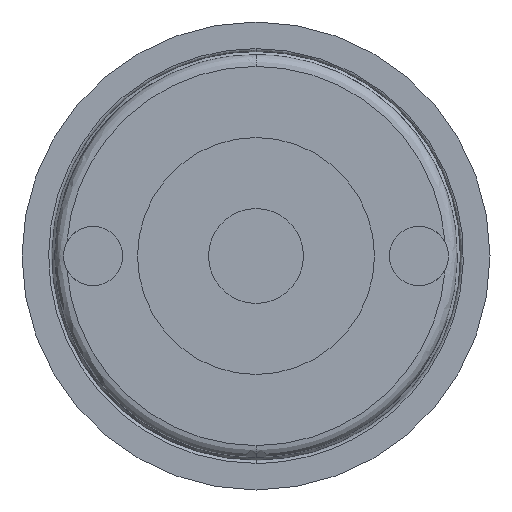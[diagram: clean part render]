
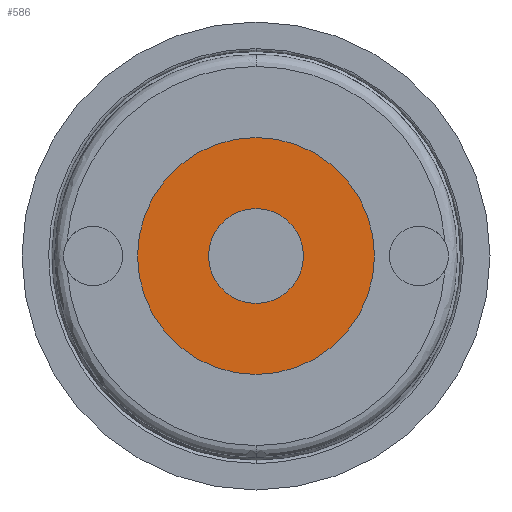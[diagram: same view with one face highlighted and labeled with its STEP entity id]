
A CAD part, front view. The second image highlights one B-rep face of the part: STEP entity #586.
In plain terms, the highlighted planar face has unit normal (0, -1, 0).
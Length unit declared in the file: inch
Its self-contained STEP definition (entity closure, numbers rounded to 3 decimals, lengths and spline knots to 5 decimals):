
#41 = EDGE_LOOP ( 'NONE', ( #441, #2769 ) ) ;
#83 = AXIS2_PLACEMENT_3D ( 'NONE', #624, #1746, #2371 ) ;
#89 = VERTEX_POINT ( 'NONE', #1788 ) ;
#306 = DIRECTION ( 'NONE',  ( 0., -1., 0. ) ) ;
#314 = CARTESIAN_POINT ( 'NONE',  ( 0., -0.06299, -0.7874 ) ) ;
#412 = ORIENTED_EDGE ( 'NONE', *, *, #1554, .F. ) ;
#441 = ORIENTED_EDGE ( 'NONE', *, *, #2756, .T. ) ;
#493 = VERTEX_POINT ( 'NONE', #314 ) ;
#586 = ADVANCED_FACE ( 'NONE', ( #1516, #1530 ), #2386, .F. ) ;
#624 = CARTESIAN_POINT ( 'NONE',  ( 0., -0.06299, 0. ) ) ;
#883 = CARTESIAN_POINT ( 'NONE',  ( 0., -0.06299, 0. ) ) ;
#1037 = CIRCLE ( 'NONE', #83, 0.31496 ) ;
#1078 = CIRCLE ( 'NONE', #1440, 0.31496 ) ;
#1092 = DIRECTION ( 'NONE',  ( 0., -1., 0. ) ) ;
#1108 = DIRECTION ( 'NONE',  ( 0., 0., 1. ) ) ;
#1289 = VERTEX_POINT ( 'NONE', #1321 ) ;
#1321 = CARTESIAN_POINT ( 'NONE',  ( 0., -0.06299, 0.7874 ) ) ;
#1404 = CARTESIAN_POINT ( 'NONE',  ( 0., -0.06299, 0. ) ) ;
#1420 = DIRECTION ( 'NONE',  ( 0., -1., 0. ) ) ;
#1439 = EDGE_CURVE ( 'NONE', #89, #1529, #1078, .T. ) ;
#1440 = AXIS2_PLACEMENT_3D ( 'NONE', #1404, #1420, #2698 ) ;
#1505 = CIRCLE ( 'NONE', #2685, 0.7874 ) ;
#1516 = FACE_BOUND ( 'NONE', #2289, .T. ) ;
#1523 = CIRCLE ( 'NONE', #2162, 0.7874 ) ;
#1529 = VERTEX_POINT ( 'NONE', #2308 ) ;
#1530 = FACE_OUTER_BOUND ( 'NONE', #41, .T. ) ;
#1550 = EDGE_CURVE ( 'NONE', #1289, #493, #1523, .T. ) ;
#1554 = EDGE_CURVE ( 'NONE', #1529, #89, #1037, .T. ) ;
#1733 = DIRECTION ( 'NONE',  ( 0., 0., -1. ) ) ;
#1737 = CARTESIAN_POINT ( 'NONE',  ( -0.7874, -0.06299, 0. ) ) ;
#1746 = DIRECTION ( 'NONE',  ( 0., -1., 0. ) ) ;
#1788 = CARTESIAN_POINT ( 'NONE',  ( 0., -0.06299, -0.31496 ) ) ;
#1823 = DIRECTION ( 'NONE',  ( 0., 0., -1. ) ) ;
#2162 = AXIS2_PLACEMENT_3D ( 'NONE', #883, #1092, #1733 ) ;
#2185 = DIRECTION ( 'NONE',  ( 0., 1., 0. ) ) ;
#2206 = AXIS2_PLACEMENT_3D ( 'NONE', #1737, #2185, #1108 ) ;
#2241 = ORIENTED_EDGE ( 'NONE', *, *, #1439, .F. ) ;
#2289 = EDGE_LOOP ( 'NONE', ( #2241, #412 ) ) ;
#2308 = CARTESIAN_POINT ( 'NONE',  ( 0., -0.06299, 0.31496 ) ) ;
#2371 = DIRECTION ( 'NONE',  ( 0., 0., -1. ) ) ;
#2386 = PLANE ( 'NONE',  #2206 ) ;
#2685 = AXIS2_PLACEMENT_3D ( 'NONE', #2697, #306, #1823 ) ;
#2697 = CARTESIAN_POINT ( 'NONE',  ( 0., -0.06299, 0. ) ) ;
#2698 = DIRECTION ( 'NONE',  ( 0., 0., -1. ) ) ;
#2756 = EDGE_CURVE ( 'NONE', #493, #1289, #1505, .T. ) ;
#2769 = ORIENTED_EDGE ( 'NONE', *, *, #1550, .T. ) ;
